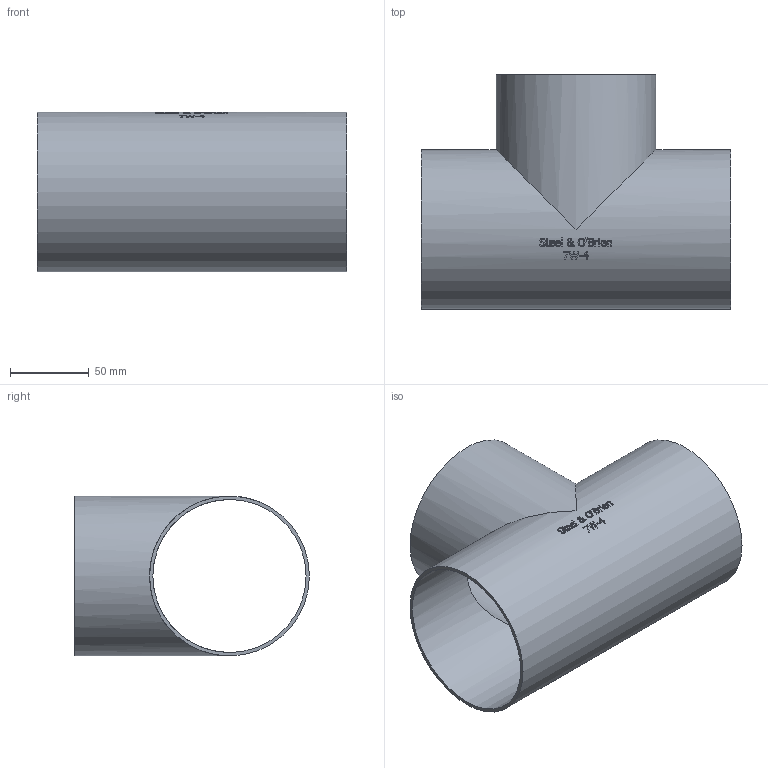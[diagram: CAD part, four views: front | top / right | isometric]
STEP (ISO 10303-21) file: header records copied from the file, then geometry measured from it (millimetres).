
FILE_DESCRIPTION(/* description */ (''),/* implementation_level */ '2;1');
FILE_NAME(/* name */ '7W-4.stp',/* time_stamp */ '2019-02-05T15:33:23-05:00',/* author */ ('rick'),/* organization */ (''),/* preprocessor_version */ 'ST-DEVELOPER v15.2',/* originating_system */ 'Autodesk Inventor 2014',/* authorisation */ '');
FILE_SCHEMA (('AUTOMOTIVE_DESIGN { 1 0 10303 214 3 1 1 }'));
Length unit declared in the file: inch
Products named in the file (1): 7W-4
Bounding box: 196.85 x 149.22 x 101.6 mm (x, y, z)
Volume: 152814.1 mm3; surface area: 146993.4 mm2
Topology: 1 solids, 1 shells, 271 faces, 731 edges, 488 vertices
Faces by surface type: plane 121, bspline 119, cylinder 31
Full cylindrical faces by diameter (mm): 97.384 x2, 101.6 x2
Entity records: 10574 total; most frequent: CARTESIAN_POINT 4434, ORIENTED_EDGE 1442, DIRECTION 925, EDGE_CURVE 721, VERTEX_POINT 484, LINE 347, VECTOR 347, EDGE_LOOP 307
